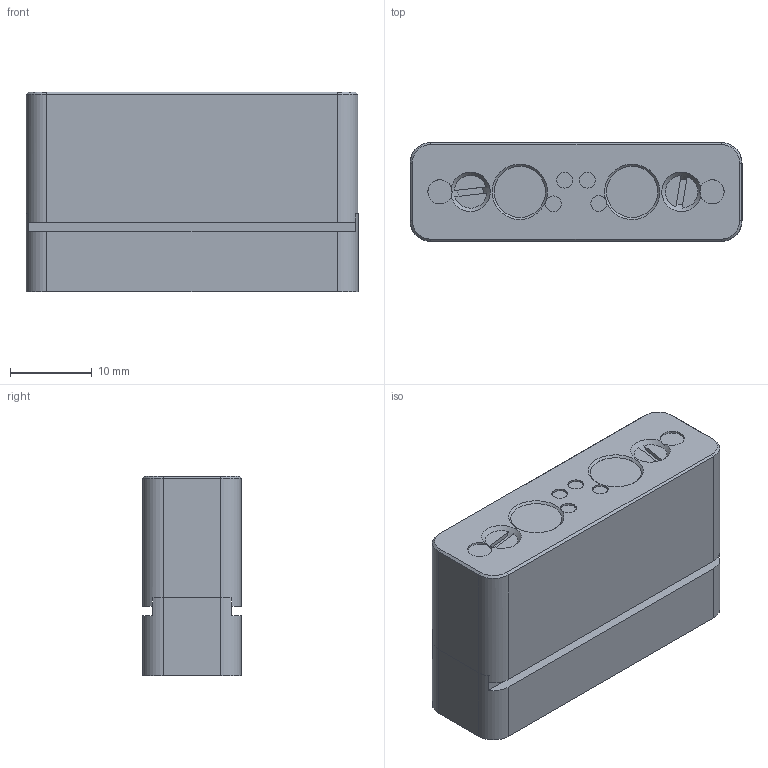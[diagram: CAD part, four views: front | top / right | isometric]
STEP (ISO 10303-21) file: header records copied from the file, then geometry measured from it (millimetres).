
FILE_DESCRIPTION(/* description */ ('Alibre Inc.'),/* implementation_level */ '2;1');
FILE_NAME(/* name */ 'export0',/* time_stamp */ '2014-05-14T16:33:07-07:00',/* author */ ('Accu-Glass_Products'),/* organization */ ('Accu-Glass_Products'),/* preprocessor_version */ 'ST-DEVELOPER v14',/* originating_system */ 'Alibre',/* authorisation */ '');
FILE_SCHEMA (('CONFIG_CONTROL_DESIGN'));
Length unit declared in the file: centimetre
Products named in the file (1): ID_1
Bounding box: 40.51 x 12.06 x 24.38 mm (x, y, z)
Volume: 10377.6 mm3; surface area: 4367.3 mm2
Topology: 1 solids, 5 shells, 116 faces, 260 edges, 170 vertices
Faces by surface type: plane 67, cylinder 40, cone 9
Full cylindrical faces by diameter (mm): 1.067 x4, 1.93 x8, 2.156 x2, 2.362 x4, 2.946 x2, 4.978 x2, 6.248 x2
Entity records: 2965 total; most frequent: CARTESIAN_POINT 516, DIRECTION 468, ORIENTED_EDGE 436, EDGE_CURVE 218, AXIS2_PLACEMENT_3D 217, EDGE_LOOP 167, FACE_BOUND 167, VERTEX_POINT 157
